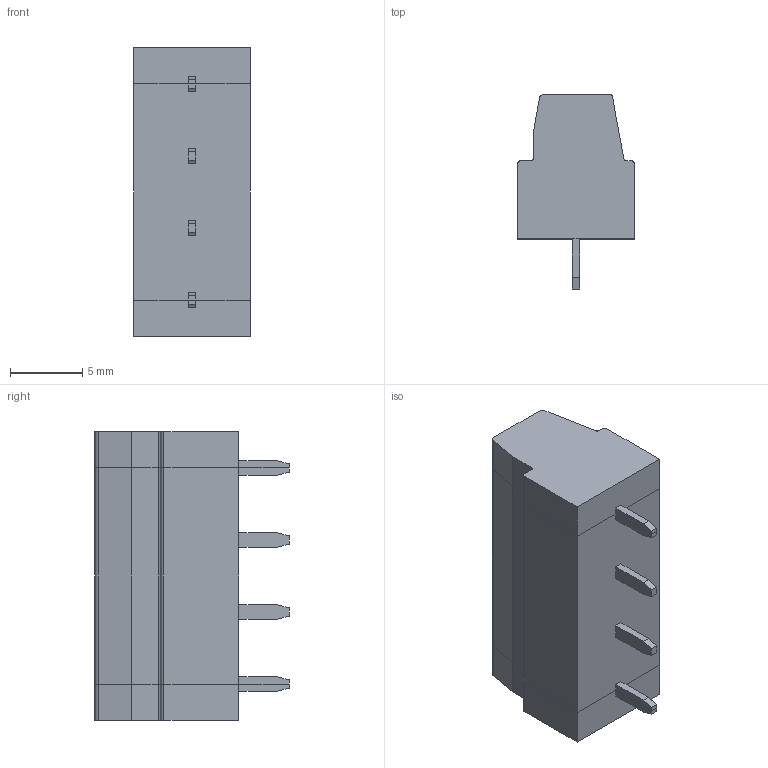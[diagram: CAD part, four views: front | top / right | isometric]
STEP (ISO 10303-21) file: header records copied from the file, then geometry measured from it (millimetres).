
FILE_DESCRIPTION(('STEP AP242'),'1');
FILE_NAME('691241710004.stp','2022-08-18T14:49:56',('TraceParts'),('TraceParts S.A.'),'Spatial InterOp 3D',' ',' ');
FILE_SCHEMA(('AP242_MANAGED_MODEL_BASED_3D_ENGINEERING_MIM_LF {1 0 10303 442 1 1 4}'));
Length unit declared in the file: millimetre
Products named in the file (1): 691241710004_1
Bounding box: 8.1 x 13.5 x 20 mm (x, y, z)
Volume: 1176.2 mm3; surface area: 1408.7 mm2
Topology: 3 solids, 3 shells, 225 faces, 617 edges, 406 vertices
Faces by surface type: plane 199, cylinder 26
Entity records: 8855 total; most frequent: CARTESIAN_POINT 1251, ORIENTED_EDGE 1234, DIRECTION 1141, EDGE_CURVE 617, LINE 549, VECTOR 549, VERTEX_POINT 406, AXIS2_PLACEMENT_3D 296
